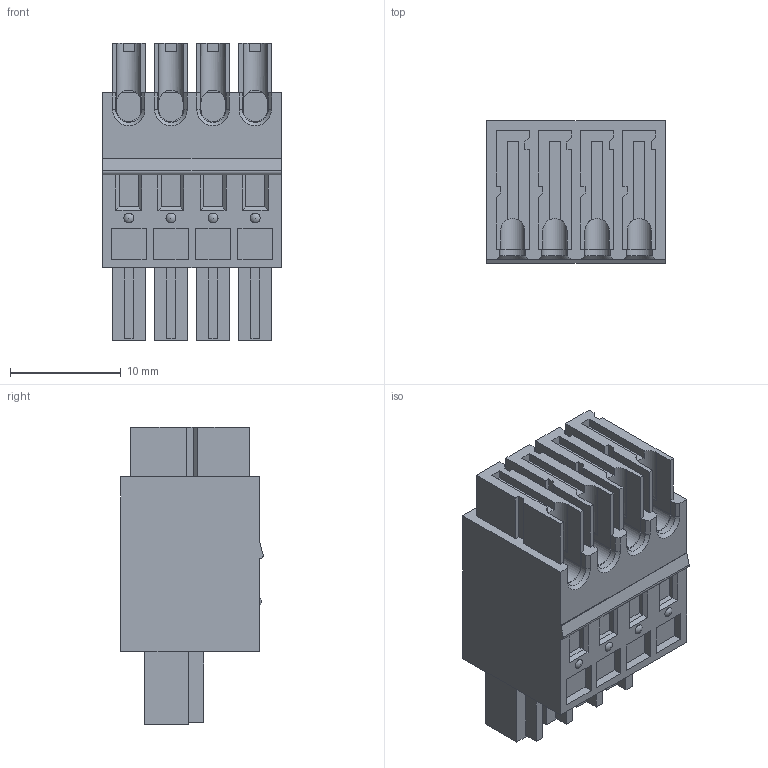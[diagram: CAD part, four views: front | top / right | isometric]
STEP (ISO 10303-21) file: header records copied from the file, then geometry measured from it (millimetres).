
FILE_DESCRIPTION( ( 'STEP AP214' ), '1' );
FILE_NAME( 'MT420-38104-20230324.stp', '2023-03-27T06:22:53', ( ' ' ), ( ' ' ), 'XStep 1.0', ' ', ' ' );
FILE_SCHEMA( ( 'CONFIG_CONTROL_DESIGN) ( )' ) );
Length unit declared in the file: metre
Products named in the file (1): 1
Bounding box: 16.08 x 12.84 x 26.9 mm (x, y, z)
Volume: 3628 mm3; surface area: 2871.4 mm2
Topology: 1 solids, 1 shells, 307 faces, 823 edges, 538 vertices
Faces by surface type: plane 254, cylinder 33, cone 12, sphere 8
Full cylindrical faces by diameter (mm): 0.2 x4, 1.2 x4, 2.3 x4
Entity records: 11643 total; most frequent: CARTESIAN_POINT 1617, ORIENTED_EDGE 1566, DIRECTION 1477, EDGE_CURVE 783, LINE 705, VECTOR 705, VERTEX_POINT 526, AXIS2_PLACEMENT_3D 386
